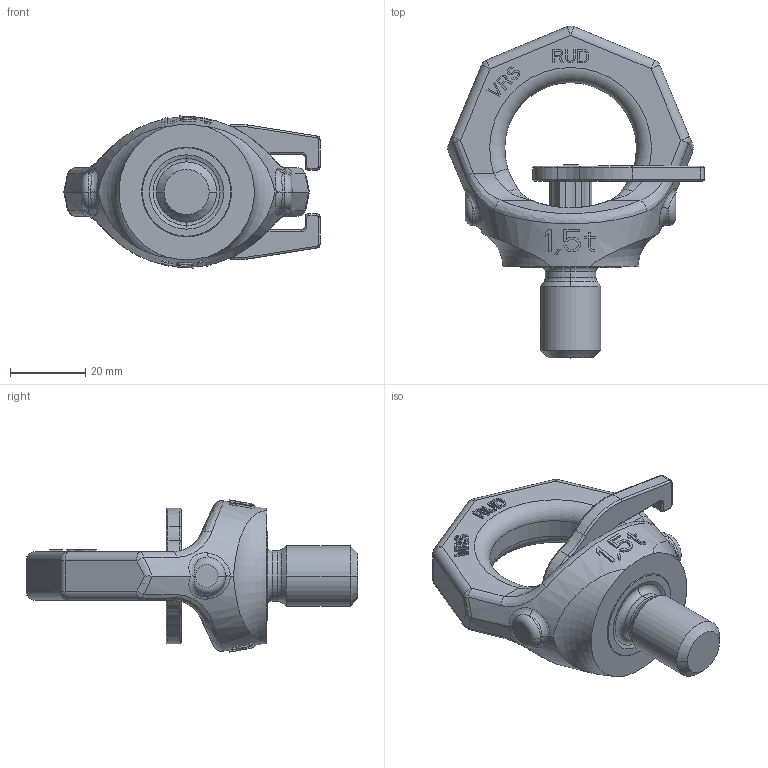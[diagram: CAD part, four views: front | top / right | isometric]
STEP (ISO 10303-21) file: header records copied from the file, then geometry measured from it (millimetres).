
FILE_DESCRIPTION((''),'2;1');
FILE_NAME('001-M35307-P-2_ASM','2016-01-13T',('Andreas.Wendler'),(''),'PRO/ENGINEER BY PARAMETRIC TECHNOLOGY CORPORATION, 2010140','PRO/ENGINEER BY PARAMETRIC TECHNOLOGY CORPORATION, 2010140','');
FILE_SCHEMA(('CONFIG_CONTROL_DESIGN'));
Length unit declared in the file: millimetre
Products named in the file (4): 001-M35307-P-1; 001-M35104-P-1; 001-M33192-P-2; 001-M35307-P-2_ASM
Assembly tree (3 placements, depth 2):
  001-M35307-P-2_ASM
    001-M35307-P-1
    001-M35104-P-1
    001-M33192-P-2
Bounding box: 68.12 x 88.24 x 40.42 mm (x, y, z)
Volume: 46972.1 mm3; surface area: 16936.4 mm2
Topology: 3 solids, 3 shells, 716 faces, 1921 edges, 1236 vertices
Faces by surface type: plane 529, cylinder 75, bspline 54, torus 36, sphere 14, cone 8
Entity records: 25266 total; most frequent: CARTESIAN_POINT 8025, ORIENTED_EDGE 3842, DIRECTION 3131, EDGE_CURVE 1921, VECTOR 1301, LINE 1301, VERTEX_POINT 1236, AXIS2_PLACEMENT_3D 915
